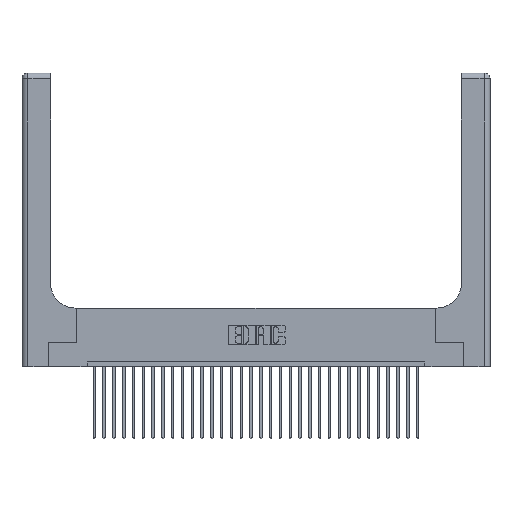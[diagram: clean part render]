
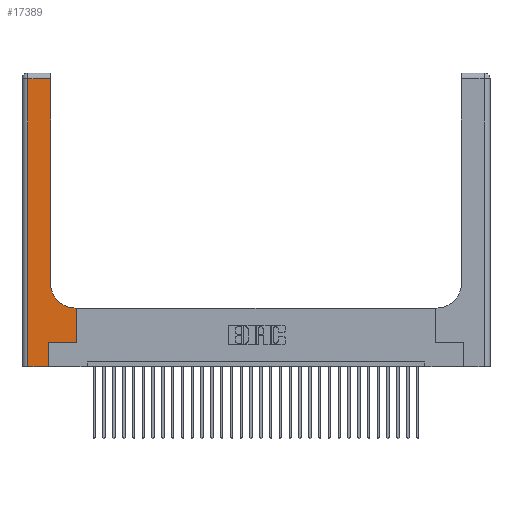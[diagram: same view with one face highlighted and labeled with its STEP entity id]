
A CAD part, top view. The second image highlights one B-rep face of the part: STEP entity #17389.
In plain terms, the highlighted planar face has unit normal (0, 0, 1).
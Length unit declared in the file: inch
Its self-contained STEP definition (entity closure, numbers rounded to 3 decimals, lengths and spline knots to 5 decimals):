
#97 = VERTEX_POINT ( 'NONE', #4956 ) ;
#1477 = VECTOR ( 'NONE', #22505, 39.37008 ) ;
#1606 = DIRECTION ( 'NONE',  ( -1., 0., 0. ) ) ;
#2324 = EDGE_CURVE ( 'NONE', #8242, #23946, #15015, .T. ) ;
#2935 = CARTESIAN_POINT ( 'NONE',  ( 0.5415, 0.6, 0.37 ) ) ;
#2937 = CARTESIAN_POINT ( 'NONE',  ( 0., 2.94, 0.37 ) ) ;
#3074 = EDGE_LOOP ( 'NONE', ( #20038, #7698, #21386, #30051, #17333, #27372, #26194, #16767, #26198 ) ) ;
#3318 = DIRECTION ( 'NONE',  ( 0., 0., -1. ) ) ;
#3725 = VECTOR ( 'NONE', #29966, 39.37008 ) ;
#4187 = VERTEX_POINT ( 'NONE', #11765 ) ;
#4487 = CARTESIAN_POINT ( 'NONE',  ( 0.06, 3., 0.37 ) ) ;
#4956 = CARTESIAN_POINT ( 'NONE',  ( 0.5585, 0.25, 0.37 ) ) ;
#6188 = VECTOR ( 'NONE', #26730, 39.37008 ) ;
#6537 = VECTOR ( 'NONE', #25997, 39.37008 ) ;
#7490 = EDGE_CURVE ( 'NONE', #97, #18193, #11887, .T. ) ;
#7620 = AXIS2_PLACEMENT_3D ( 'NONE', #16325, #8798, #1606 ) ;
#7698 = ORIENTED_EDGE ( 'NONE', *, *, #26838, .T. ) ;
#7798 = FACE_OUTER_BOUND ( 'NONE', #3074, .T. ) ;
#8242 = VERTEX_POINT ( 'NONE', #11763 ) ;
#8798 = DIRECTION ( 'NONE',  ( 0., 0., -1. ) ) ;
#10832 = CARTESIAN_POINT ( 'NONE',  ( 0.5585, 0.6, 0.37 ) ) ;
#11273 = LINE ( 'NONE', #4487, #29361 ) ;
#11304 = PLANE ( 'NONE',  #7620 ) ;
#11763 = CARTESIAN_POINT ( 'NONE',  ( 0.269, 0., 0.37 ) ) ;
#11765 = CARTESIAN_POINT ( 'NONE',  ( 0.2915, 2.94, 0.37 ) ) ;
#11887 = LINE ( 'NONE', #15186, #16497 ) ;
#11951 = VERTEX_POINT ( 'NONE', #30283 ) ;
#11962 = EDGE_CURVE ( 'NONE', #23946, #97, #24194, .T. ) ;
#12419 = DIRECTION ( 'NONE',  ( 0., 1., 0. ) ) ;
#12599 = CARTESIAN_POINT ( 'NONE',  ( 0.06, 0., 0.37 ) ) ;
#13404 = DIRECTION ( 'NONE',  ( 1., 0., 0. ) ) ;
#13662 = DIRECTION ( 'NONE',  ( 1., 0., 0. ) ) ;
#15015 = LINE ( 'NONE', #26630, #6188 ) ;
#15186 = CARTESIAN_POINT ( 'NONE',  ( 0.5585, 0.25, 0.37 ) ) ;
#15717 = CARTESIAN_POINT ( 'NONE',  ( 0.269, 0.25, 0.37 ) ) ;
#15889 = VERTEX_POINT ( 'NONE', #12599 ) ;
#15935 = CARTESIAN_POINT ( 'NONE',  ( 0.2915, 3., 0.37 ) ) ;
#15964 = LINE ( 'NONE', #21216, #29080 ) ;
#16026 = VECTOR ( 'NONE', #13404, 39.37008 ) ;
#16325 = CARTESIAN_POINT ( 'NONE',  ( 0., 3., 0.37 ) ) ;
#16335 = DIRECTION ( 'NONE',  ( 0., -1., 0. ) ) ;
#16497 = VECTOR ( 'NONE', #12419, 39.37008 ) ;
#16767 = ORIENTED_EDGE ( 'NONE', *, *, #28909, .T. ) ;
#17333 = ORIENTED_EDGE ( 'NONE', *, *, #2324, .T. ) ;
#17389 = ADVANCED_FACE ( 'NONE', ( #7798 ), #11304, .F. ) ;
#18051 = CARTESIAN_POINT ( 'NONE',  ( 0.5415, 0.85, 0.37 ) ) ;
#18193 = VERTEX_POINT ( 'NONE', #10832 ) ;
#20038 = ORIENTED_EDGE ( 'NONE', *, *, #25280, .T. ) ;
#20086 = EDGE_CURVE ( 'NONE', #21578, #28229, #25812, .T. ) ;
#20887 = AXIS2_PLACEMENT_3D ( 'NONE', #18051, #3318, #30197 ) ;
#21216 = CARTESIAN_POINT ( 'NONE',  ( 0., 0., 0.37 ) ) ;
#21386 = ORIENTED_EDGE ( 'NONE', *, *, #22855, .T. ) ;
#21578 = VERTEX_POINT ( 'NONE', #2935 ) ;
#21581 = CARTESIAN_POINT ( 'NONE',  ( 0.2915, 0.85, 0.37 ) ) ;
#22193 = CARTESIAN_POINT ( 'NONE',  ( 0.2915, 0.6, 0.37 ) ) ;
#22505 = DIRECTION ( 'NONE',  ( -1., 0., 0. ) ) ;
#22855 = EDGE_CURVE ( 'NONE', #11951, #15889, #11273, .T. ) ;
#23454 = LINE ( 'NONE', #22193, #1477 ) ;
#23946 = VERTEX_POINT ( 'NONE', #15717 ) ;
#24194 = LINE ( 'NONE', #30100, #16026 ) ;
#25280 = EDGE_CURVE ( 'NONE', #28229, #4187, #25824, .T. ) ;
#25812 = CIRCLE ( 'NONE', #20887, 0.25 ) ;
#25824 = LINE ( 'NONE', #15935, #6537 ) ;
#25997 = DIRECTION ( 'NONE',  ( 0., 1., 0. ) ) ;
#26194 = ORIENTED_EDGE ( 'NONE', *, *, #7490, .T. ) ;
#26198 = ORIENTED_EDGE ( 'NONE', *, *, #20086, .T. ) ;
#26630 = CARTESIAN_POINT ( 'NONE',  ( 0.269, 0., 0.37 ) ) ;
#26730 = DIRECTION ( 'NONE',  ( 0., 1., 0. ) ) ;
#26838 = EDGE_CURVE ( 'NONE', #4187, #11951, #31884, .T. ) ;
#27372 = ORIENTED_EDGE ( 'NONE', *, *, #11962, .T. ) ;
#28229 = VERTEX_POINT ( 'NONE', #21581 ) ;
#28909 = EDGE_CURVE ( 'NONE', #18193, #21578, #23454, .T. ) ;
#29080 = VECTOR ( 'NONE', #13662, 39.37008 ) ;
#29361 = VECTOR ( 'NONE', #16335, 39.37008 ) ;
#29966 = DIRECTION ( 'NONE',  ( -1., 0., 0. ) ) ;
#30051 = ORIENTED_EDGE ( 'NONE', *, *, #30389, .T. ) ;
#30100 = CARTESIAN_POINT ( 'NONE',  ( 0.269, 0.25, 0.37 ) ) ;
#30197 = DIRECTION ( 'NONE',  ( 1., 0., 0. ) ) ;
#30283 = CARTESIAN_POINT ( 'NONE',  ( 0.06, 2.94, 0.37 ) ) ;
#30389 = EDGE_CURVE ( 'NONE', #15889, #8242, #15964, .T. ) ;
#31884 = LINE ( 'NONE', #2937, #3725 ) ;
